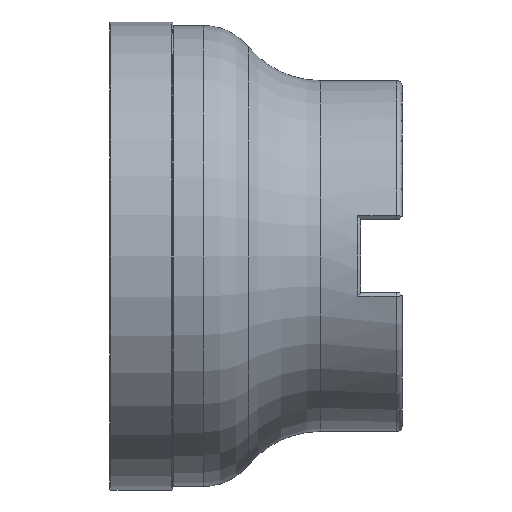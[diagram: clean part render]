
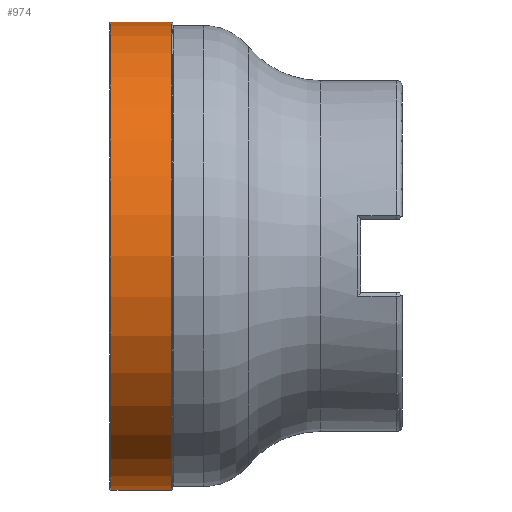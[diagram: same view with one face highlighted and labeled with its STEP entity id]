
A CAD part, left-side view. The second image highlights one B-rep face of the part: STEP entity #974.
In plain terms, the highlighted cylindrical face has radius 40 mm (diameter 80 mm), a partial arc.
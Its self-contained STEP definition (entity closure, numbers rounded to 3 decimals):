
#133 = CARTESIAN_POINT ( 'NONE',  ( 0., 39.412, 40. ) ) ;
#141 = CYLINDRICAL_SURFACE ( 'NONE', #641, 40. ) ;
#142 = VERTEX_POINT ( 'NONE', #444 ) ;
#158 = EDGE_CURVE ( 'NONE', #463, #1661, #1929, .T. ) ;
#281 = VECTOR ( 'NONE', #2418, 1000. ) ;
#354 = VERTEX_POINT ( 'NONE', #2007 ) ;
#444 = CARTESIAN_POINT ( 'NONE',  ( 0., 49.801, 40. ) ) ;
#446 = CARTESIAN_POINT ( 'NONE',  ( 0., 0., -40. ) ) ;
#463 = VERTEX_POINT ( 'NONE', #133 ) ;
#548 = AXIS2_PLACEMENT_3D ( 'NONE', #1278, #2212, #1467 ) ;
#601 = CARTESIAN_POINT ( 'NONE',  ( 0., 0., 0. ) ) ;
#641 = AXIS2_PLACEMENT_3D ( 'NONE', #601, #1870, #777 ) ;
#754 = AXIS2_PLACEMENT_3D ( 'NONE', #1586, #1538, #1202 ) ;
#777 = DIRECTION ( 'NONE',  ( 0., 0., -1. ) ) ;
#834 = DIRECTION ( 'NONE',  ( 0., -1., 0. ) ) ;
#937 = ORIENTED_EDGE ( 'NONE', *, *, #158, .F. ) ;
#960 = ORIENTED_EDGE ( 'NONE', *, *, #1437, .T. ) ;
#974 = ADVANCED_FACE ( 'NONE', ( #2424 ), #141, .T. ) ;
#985 = LINE ( 'NONE', #446, #1660 ) ;
#1202 = DIRECTION ( 'NONE',  ( 0., 0., -1. ) ) ;
#1268 = CARTESIAN_POINT ( 'NONE',  ( 0., 39.412, -40. ) ) ;
#1278 = CARTESIAN_POINT ( 'NONE',  ( 0., 49.801, 0. ) ) ;
#1437 = EDGE_CURVE ( 'NONE', #354, #1661, #985, .T. ) ;
#1467 = DIRECTION ( 'NONE',  ( 0., 0., -1. ) ) ;
#1496 = ORIENTED_EDGE ( 'NONE', *, *, #2062, .T. ) ;
#1538 = DIRECTION ( 'NONE',  ( 0., -1., 0. ) ) ;
#1586 = CARTESIAN_POINT ( 'NONE',  ( 0., 39.412, 0. ) ) ;
#1652 = ORIENTED_EDGE ( 'NONE', *, *, #2138, .F. ) ;
#1660 = VECTOR ( 'NONE', #834, 1000. ) ;
#1661 = VERTEX_POINT ( 'NONE', #1268 ) ;
#1679 = EDGE_LOOP ( 'NONE', ( #1652, #1496, #960, #937 ) ) ;
#1763 = LINE ( 'NONE', #2195, #281 ) ;
#1870 = DIRECTION ( 'NONE',  ( 0., -1., 0. ) ) ;
#1929 = CIRCLE ( 'NONE', #754, 40. ) ;
#2007 = CARTESIAN_POINT ( 'NONE',  ( 0., 49.801, -40. ) ) ;
#2062 = EDGE_CURVE ( 'NONE', #142, #354, #2148, .T. ) ;
#2138 = EDGE_CURVE ( 'NONE', #142, #463, #1763, .T. ) ;
#2148 = CIRCLE ( 'NONE', #548, 40. ) ;
#2195 = CARTESIAN_POINT ( 'NONE',  ( 0., 0., 40. ) ) ;
#2212 = DIRECTION ( 'NONE',  ( 0., -1., 0. ) ) ;
#2418 = DIRECTION ( 'NONE',  ( 0., -1., 0. ) ) ;
#2424 = FACE_OUTER_BOUND ( 'NONE', #1679, .T. ) ;
